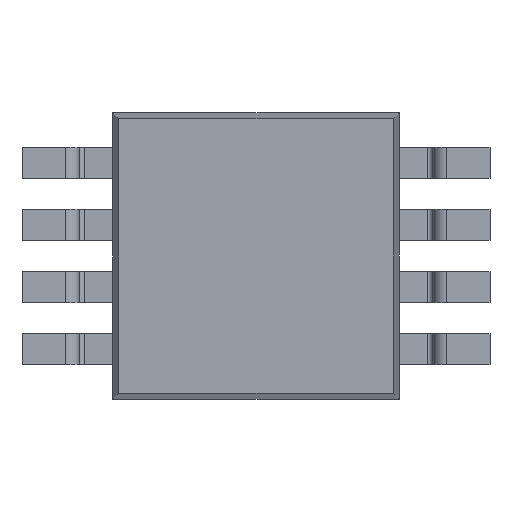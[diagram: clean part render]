
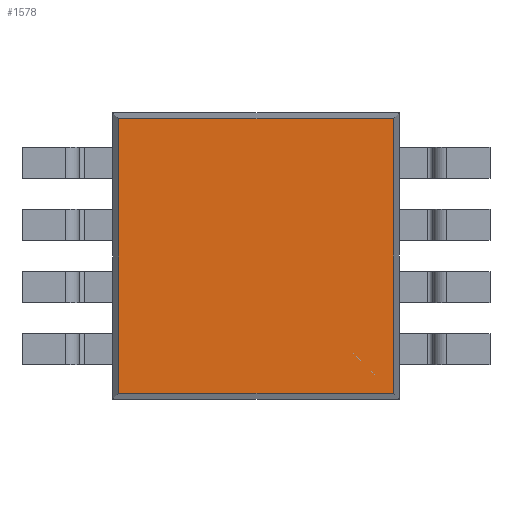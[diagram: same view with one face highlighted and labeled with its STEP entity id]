
A CAD part, front view. The second image highlights one B-rep face of the part: STEP entity #1578.
In plain terms, the highlighted planar face has unit normal (0, -1, 0).
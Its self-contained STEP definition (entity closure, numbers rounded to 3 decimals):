
#59 = VECTOR ( 'NONE', #1435, 1000. ) ;
#203 = ORIENTED_EDGE ( 'NONE', *, *, #1147, .T. ) ;
#312 = CARTESIAN_POINT ( 'NONE',  ( -1.437, 0.11, 1.5 ) ) ;
#316 = CARTESIAN_POINT ( 'NONE',  ( -1.437, 0.11, -1.437 ) ) ;
#357 = CARTESIAN_POINT ( 'NONE',  ( -1.5, 0.11, -1.437 ) ) ;
#537 = VECTOR ( 'NONE', #1798, 1000. ) ;
#609 = DIRECTION ( 'NONE',  ( 0., 0., 1. ) ) ;
#613 = DIRECTION ( 'NONE',  ( 0., 0., -1. ) ) ;
#714 = FACE_OUTER_BOUND ( 'NONE', #1639, .T. ) ;
#719 = EDGE_CURVE ( 'NONE', #3681, #2449, #3578, .T. ) ;
#1033 = ORIENTED_EDGE ( 'NONE', *, *, #2254, .T. ) ;
#1147 = EDGE_CURVE ( 'NONE', #2449, #2574, #2165, .T. ) ;
#1223 = CARTESIAN_POINT ( 'NONE',  ( 1.437, 0.11, 1.437 ) ) ;
#1290 = CARTESIAN_POINT ( 'NONE',  ( -1.437, 0.11, 1.437 ) ) ;
#1293 = CARTESIAN_POINT ( 'NONE',  ( 0., 0.11, 0. ) ) ;
#1316 = ORIENTED_EDGE ( 'NONE', *, *, #1450, .T. ) ;
#1435 = DIRECTION ( 'NONE',  ( -1., 0., 0. ) ) ;
#1450 = EDGE_CURVE ( 'NONE', #1499, #3681, #2122, .T. ) ;
#1499 = VERTEX_POINT ( 'NONE', #316 ) ;
#1578 = ADVANCED_FACE ( 'NONE', ( #714 ), #2783, .T. ) ;
#1639 = EDGE_LOOP ( 'NONE', ( #1316, #3635, #203, #1033 ) ) ;
#1647 = VECTOR ( 'NONE', #613, 1000. ) ;
#1704 = VECTOR ( 'NONE', #609, 1000. ) ;
#1798 = DIRECTION ( 'NONE',  ( 1., 0., 0. ) ) ;
#2122 = LINE ( 'NONE', #357, #537 ) ;
#2165 = LINE ( 'NONE', #3804, #59 ) ;
#2254 = EDGE_CURVE ( 'NONE', #2574, #1499, #2869, .T. ) ;
#2379 = AXIS2_PLACEMENT_3D ( 'NONE', #1293, #2825, #3345 ) ;
#2449 = VERTEX_POINT ( 'NONE', #1223 ) ;
#2574 = VERTEX_POINT ( 'NONE', #1290 ) ;
#2783 = PLANE ( 'NONE',  #2379 ) ;
#2825 = DIRECTION ( 'NONE',  ( 0., -1., 0. ) ) ;
#2869 = LINE ( 'NONE', #312, #1647 ) ;
#3345 = DIRECTION ( 'NONE',  ( 0., 0., -1. ) ) ;
#3578 = LINE ( 'NONE', #3610, #1704 ) ;
#3610 = CARTESIAN_POINT ( 'NONE',  ( 1.437, 0.11, -1.5 ) ) ;
#3635 = ORIENTED_EDGE ( 'NONE', *, *, #719, .T. ) ;
#3681 = VERTEX_POINT ( 'NONE', #3720 ) ;
#3720 = CARTESIAN_POINT ( 'NONE',  ( 1.437, 0.11, -1.437 ) ) ;
#3804 = CARTESIAN_POINT ( 'NONE',  ( 1.5, 0.11, 1.437 ) ) ;
